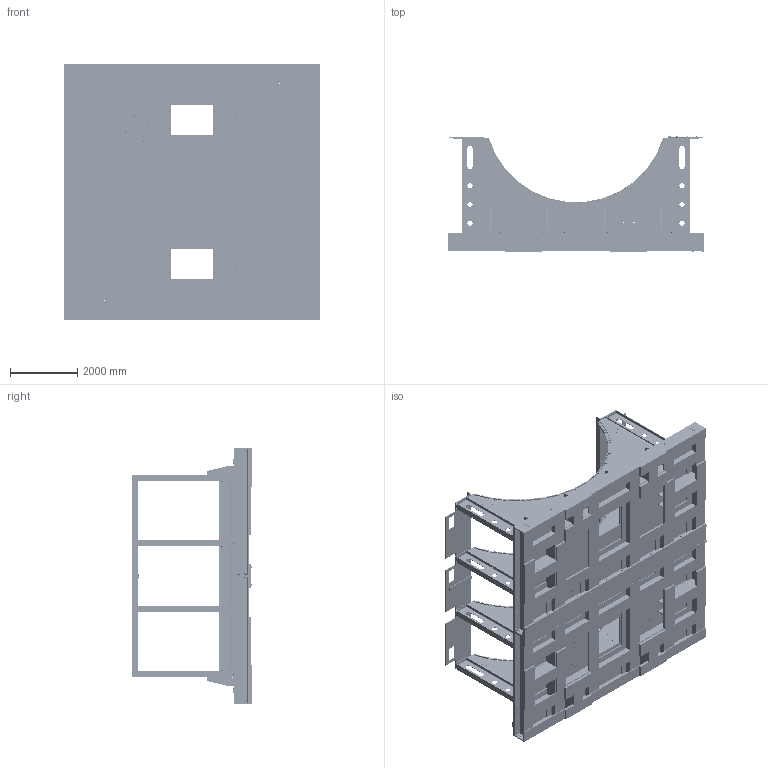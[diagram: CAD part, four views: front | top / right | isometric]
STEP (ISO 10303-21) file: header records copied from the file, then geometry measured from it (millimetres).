
FILE_DESCRIPTION(/* description */ ('sPhenix-platform-joined'),/* implementation_level */ '2;1');
FILE_NAME(/* name */ 'sPhenix-platform-joined.stp',/* time_stamp */ '2021-05-03T13:30:47-04:00',/* author */ ('jhock'),/* organization */ (''),/* preprocessor_version */ 'ST-DEVELOPER v18.1',/* originating_system */ 'Autodesk Inventor 2021',/* authorisation */ '');
FILE_SCHEMA (('CONFIG_CONTROL_DESIGN'));
Products named in the file (114): 205-0600-1000; 205-0600-1001; 205-0600-2001; 205-0600-2001_1; 205-0600-2001_2; 205-0600-2001_3; 205-0600-2001_4; 205-0600-2001_5; 205-0600-2015; 205-0600-2015_1; 205-0600-2003; 205-0600-2003_1; 205-0600-2004; 205-0600-2007; 205-0600-2007_1; 205-0600-2005; 205-0600-2005_1; 205-0600-2008; 205-0600-2008_1; 205-0600-2008_2; 205-0600-2008_3; 205-0600-2008_4; 205-0600-2008_5; 205-0600-2009; 205-0600-2009_1; 205-0600-2009_2; 205-0600-2010; 205-0600-2011; 205-0600-2010_1; 205-0600-2011_1; 205-0600-2014; 205-0600-2006; 205-0600-2006_1; 205-0600-2031; 205-0600-2030; 205-0600-2030_1; 205-0600-2029; 205-0600-2012; 205-0600-2031_1; 205-0600-2030_2 ...
Assembly tree (329 placements, depth 3):
  205-0600-1000
    205-0600-1001  x2
      205-0600-2001
      205-0600-2001_1
      205-0600-2001_2
      205-0600-2001_3
      205-0600-2001_4
      205-0600-2001_5
      205-0600-2015
      205-0600-2015_1
      205-0600-2003
      205-0600-2003_1
      205-0600-2004
      205-0600-2007
      205-0600-2007_1
      205-0600-2005
      205-0600-2005_1
      205-0600-2008
      205-0600-2008_1
      205-0600-2008_2
      205-0600-2008_3
      205-0600-2008_4
      205-0600-2008_5
      205-0600-2009_1
      205-0600-2009
      205-0600-2009_2
      205-0600-2010
      205-0600-2011
      205-0600-2010_1
      205-0600-2011_1
      205-0600-2014
      205-0600-2006
      205-0600-2006_1
      205-0600-2012
      205-0600-2031
      205-0600-2030
      205-0600-2030_1
      205-0600-2032
      205-0600-2029
      205-0600-2031_1
      205-0600-2030_2
      205-0600-2030_3
      205-0600-2029_1
      205-0600-2013
      205-0600-2013_1
      205-0600-2013_2
      205-0600-2033
      205-0600-2033_2
      205-0600-2033_1
    205-0600-2019
    205-0600-1003  x2
      205-0600-2018
      205-0600-2016
      ANSI B18.3 - 1 - 8 UNC - 2 1/2 HS HCS
    205-0600-1006  x6
    205-0600-2020  x6
    205-0600-1002  x2
      205-0600-2017
      205-0600-2016
      ANSI B18.3 - 1 - 8 UNC - 2 1/2 HS HCS
Bounding box: 7620 x 3573.68 x 7594.6 mm (x, y, z)
Volume: 13836252930.3 mm3; surface area: 659041452.2 mm2
Topology: 553 solids, 553 shells, 13626 faces, 37085 edges, 24953 vertices
Faces by surface type: plane 7170, cylinder 3758, cone 2138, torus 312, bspline 248
Full cylindrical faces by diameter (mm): 11.989 x48, 12.7 x12, 13.386 x88, 15.875 x24, 17.462 x96, 19.05 x12, 19.177 x3, 20.637 x80, 21.971 x366, 22.225 x3, 22.733 x3, 23.825 x6, 24.638 x14, 25.4 x216, 25.959 x15, 26.924 x84, 26.975 x40, 28.575 x206, 29.185 x14, 29.464 x80, 30.175 x8, 31.75 x72, 33.325 x3, 33.337 x24, 33.528 x215, 38.1 x171, 38.887 x21, 38.894 x108, 39.675 x86, 41.275 x348
Entity records: 141545 total; most frequent: CARTESIAN_POINT 26528, DIRECTION 23423, ORIENTED_EDGE 22862, EDGE_CURVE 11431, AXIS2_PLACEMENT_3D 8255, VERTEX_POINT 7898, LINE 6913, VECTOR 6913
